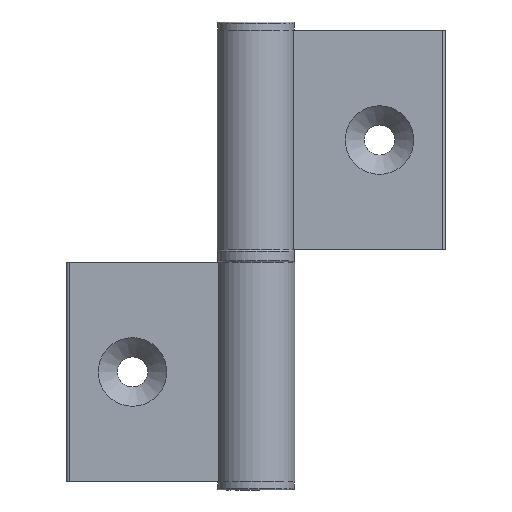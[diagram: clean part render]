
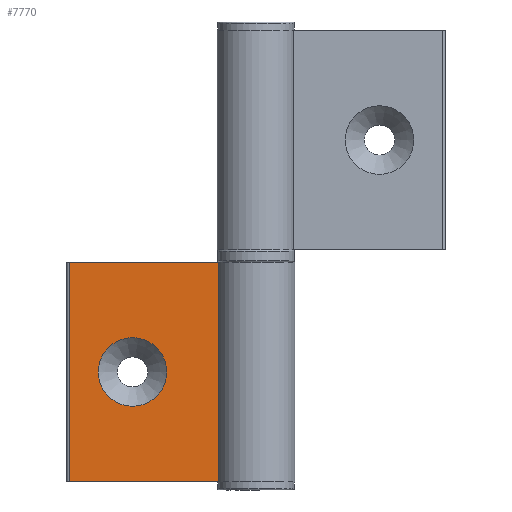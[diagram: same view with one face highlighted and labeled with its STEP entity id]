
A CAD part, front view. The second image highlights one B-rep face of the part: STEP entity #7770.
In plain terms, the highlighted planar face has unit normal (0, -1, 0).
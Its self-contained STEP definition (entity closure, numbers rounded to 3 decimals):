
#475=FACE_BOUND('',#1627,.T.);
#700=PLANE('',#9183);
#1164=FACE_OUTER_BOUND('',#1626,.T.);
#1626=EDGE_LOOP('',(#7082,#7083,#7084,#7085));
#1627=EDGE_LOOP('',(#7086,#7087));
#1863=LINE('',#14337,#2121);
#1881=LINE('',#14391,#2139);
#1884=LINE('',#14402,#2142);
#1886=LINE('',#14406,#2144);
#2121=VECTOR('',#12038,10.);
#2139=VECTOR('',#12090,10.);
#2142=VECTOR('',#12103,10.);
#2144=VECTOR('',#12109,10.);
#3007=CIRCLE('',#9163,6.25);
#3008=CIRCLE('',#9164,6.25);
#3679=VERTEX_POINT('',#14334);
#3680=VERTEX_POINT('',#14336);
#3688=VERTEX_POINT('',#14354);
#3689=VERTEX_POINT('',#14355);
#3698=VERTEX_POINT('',#14388);
#3699=VERTEX_POINT('',#14390);
#4797=EDGE_CURVE('',#3679,#3680,#1863,.T.);
#4806=EDGE_CURVE('',#3688,#3689,#3007,.T.);
#4807=EDGE_CURVE('',#3689,#3688,#3008,.T.);
#4825=EDGE_CURVE('',#3698,#3699,#1881,.T.);
#4831=EDGE_CURVE('',#3680,#3698,#1884,.T.);
#4833=EDGE_CURVE('',#3679,#3699,#1886,.T.);
#7082=ORIENTED_EDGE('',*,*,#4831,.F.);
#7083=ORIENTED_EDGE('',*,*,#4797,.F.);
#7084=ORIENTED_EDGE('',*,*,#4833,.T.);
#7085=ORIENTED_EDGE('',*,*,#4825,.F.);
#7086=ORIENTED_EDGE('',*,*,#4806,.T.);
#7087=ORIENTED_EDGE('',*,*,#4807,.T.);
#7770=ADVANCED_FACE('',(#1164,#475),#700,.T.);
#9163=AXIS2_PLACEMENT_3D('',#14356,#12053,#12054);
#9164=AXIS2_PLACEMENT_3D('',#14357,#12055,#12056);
#9183=AXIS2_PLACEMENT_3D('',#14409,#12113,#12114);
#12038=DIRECTION('',(-1.,0.,0.));
#12053=DIRECTION('center_axis',(0.,1.,0.));
#12054=DIRECTION('ref_axis',(1.,0.,0.));
#12055=DIRECTION('center_axis',(0.,1.,0.));
#12056=DIRECTION('ref_axis',(1.,0.,0.));
#12090=DIRECTION('',(1.,0.,0.));
#12103=DIRECTION('',(0.,0.,1.));
#12109=DIRECTION('',(0.,0.,1.));
#12113=DIRECTION('center_axis',(0.,-1.,0.));
#12114=DIRECTION('ref_axis',(1.,0.,0.));
#14334=CARTESIAN_POINT('',(-6.812,-2.,-20.));
#14336=CARTESIAN_POINT('',(-34.,-2.,-20.));
#14337=CARTESIAN_POINT('',(-34.5,-2.,-20.));
#14354=CARTESIAN_POINT('',(-16.25,-2.,0.));
#14355=CARTESIAN_POINT('',(-28.75,-2.,0.));
#14356=CARTESIAN_POINT('Origin',(-22.5,-2.,0.));
#14357=CARTESIAN_POINT('Origin',(-22.5,-2.,0.));
#14388=CARTESIAN_POINT('',(-34.,-2.,20.));
#14390=CARTESIAN_POINT('',(-6.812,-2.,20.));
#14391=CARTESIAN_POINT('',(-34.5,-2.,20.));
#14402=CARTESIAN_POINT('',(-34.,-2.,0.));
#14406=CARTESIAN_POINT('',(-6.812,-2.,0.));
#14409=CARTESIAN_POINT('Origin',(-34.5,-2.,0.));
